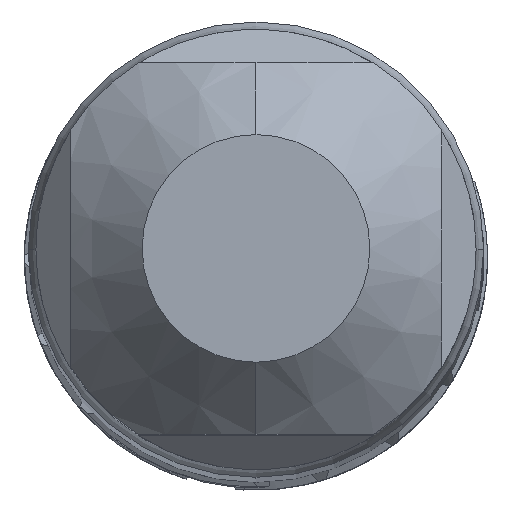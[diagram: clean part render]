
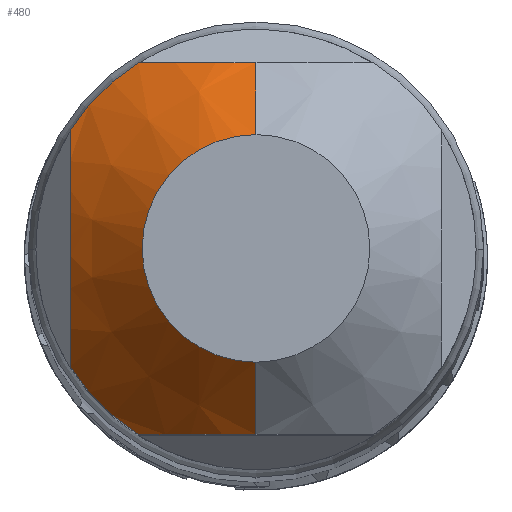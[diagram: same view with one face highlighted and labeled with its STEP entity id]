
A CAD part, top view. The second image highlights one B-rep face of the part: STEP entity #480.
In plain terms, the highlighted conical face has half-angle 45 degrees and reference radius 1000 mm.
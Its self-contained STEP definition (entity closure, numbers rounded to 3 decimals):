
#404=CONICAL_SURFACE('',#3445,1000.,45.);
#429=LINE('',#3763,#454);
#430=LINE('',#3765,#455);
#454=VECTOR('',#3544,1.);
#455=VECTOR('',#3545,1.);
#480=ADVANCED_FACE('',(#679),#404,.T.);
#679=FACE_OUTER_BOUND('',#867,.T.);
#867=EDGE_LOOP('',(#1056,#1057,#1058,#1059,#1060,#1061,#1062,#1063));
#1056=ORIENTED_EDGE('',*,*,#2522,.F.);
#1057=ORIENTED_EDGE('',*,*,#2521,.T.);
#1058=ORIENTED_EDGE('',*,*,#2523,.T.);
#1059=ORIENTED_EDGE('',*,*,#2524,.F.);
#1060=ORIENTED_EDGE('',*,*,#2525,.T.);
#1061=ORIENTED_EDGE('',*,*,#2526,.F.);
#1062=ORIENTED_EDGE('',*,*,#2527,.T.);
#1063=ORIENTED_EDGE('',*,*,#2528,.F.);
#2154=VERTEX_POINT('',#3759);
#2155=VERTEX_POINT('',#3760);
#2156=VERTEX_POINT('',#3764);
#2157=VERTEX_POINT('',#3766);
#2158=VERTEX_POINT('',#3773);
#2159=VERTEX_POINT('',#3775);
#2160=VERTEX_POINT('',#3786);
#2161=VERTEX_POINT('',#3788);
#2521=EDGE_CURVE('',#2155,#2154,#3071,.T.);
#2522=EDGE_CURVE('',#2155,#2156,#429,.T.);
#2523=EDGE_CURVE('',#2154,#2157,#430,.T.);
#2524=EDGE_CURVE('',#2158,#2157,#3108,.T.);
#2525=EDGE_CURVE('',#2158,#2159,#3072,.T.);
#2526=EDGE_CURVE('',#2160,#2159,#3109,.T.);
#2527=EDGE_CURVE('',#2160,#2161,#3073,.T.);
#2528=EDGE_CURVE('',#2156,#2161,#3110,.T.);
#3071=CIRCLE('',#3441,1.5);
#3072=CIRCLE('',#3443,2.9);
#3073=CIRCLE('',#3444,2.9);
#3108=B_SPLINE_CURVE_WITH_KNOTS('',3,(#3767,#3768,#3769,#3770,#3771,#3772),
 .UNSPECIFIED.,.F.,.F.,(4,2,4),(0.,0.5,1.),.UNSPECIFIED.);
#3109=B_SPLINE_CURVE_WITH_KNOTS('',3,(#3776,#3777,#3778,#3779,#3780,#3781,
#3782,#3783,#3784,#3785),.UNSPECIFIED.,.F.,.F.,(4,2,2,2,4),(0.,0.25,0.5,
0.75,1.),.UNSPECIFIED.);
#3110=B_SPLINE_CURVE_WITH_KNOTS('',3,(#3789,#3790,#3791,#3792,#3793,#3794),
 .UNSPECIFIED.,.F.,.F.,(4,2,4),(0.,0.5,1.),.UNSPECIFIED.);
#3441=AXIS2_PLACEMENT_3D('',#3761,#3540,#3541);
#3443=AXIS2_PLACEMENT_3D('',#3774,#3546,#3547);
#3444=AXIS2_PLACEMENT_3D('',#3787,#3548,#3549);
#3445=AXIS2_PLACEMENT_3D('',#3795,#3550,#3551);
#3540=DIRECTION('',(0.,0.,-1.));
#3541=DIRECTION('',(1.,0.,0.));
#3544=DIRECTION('',(0.,-0.707,-0.707));
#3545=DIRECTION('',(0.,0.707,-0.707));
#3546=DIRECTION('',(0.,0.,1.));
#3547=DIRECTION('',(0.,1.,0.));
#3548=DIRECTION('',(0.,0.,1.));
#3549=DIRECTION('',(0.,1.,0.));
#3550=DIRECTION('',(0.,0.,-1.));
#3551=DIRECTION('',(0.,1.,0.));
#3759=CARTESIAN_POINT('',(0.,1.5,0.));
#3760=CARTESIAN_POINT('',(0.,-1.5,0.));
#3761=CARTESIAN_POINT('',(0.,0.,0.));
#3763=CARTESIAN_POINT('',(0.,0.,1.5));
#3764=CARTESIAN_POINT('',(0.,-2.45,-0.95));
#3765=CARTESIAN_POINT('',(0.,0.,1.5));
#3766=CARTESIAN_POINT('',(0.,2.45,-0.95));
#3767=CARTESIAN_POINT('',(-1.552,2.45,-1.4));
#3768=CARTESIAN_POINT('',(-1.288,2.45,-1.259));
#3769=CARTESIAN_POINT('',(-1.077,2.45,-1.164));
#3770=CARTESIAN_POINT('',(-0.529,2.45,-0.993));
#3771=CARTESIAN_POINT('',(-0.261,2.45,-0.95));
#3772=CARTESIAN_POINT('',(0.,2.45,-0.95));
#3773=CARTESIAN_POINT('',(-1.552,2.45,-1.4));
#3774=CARTESIAN_POINT('',(0.,0.,-1.4));
#3775=CARTESIAN_POINT('',(-2.45,1.552,-1.4));
#3776=CARTESIAN_POINT('',(-2.45,-1.552,-1.4));
#3777=CARTESIAN_POINT('',(-2.45,-1.287,-1.258));
#3778=CARTESIAN_POINT('',(-2.45,-1.076,-1.163));
#3779=CARTESIAN_POINT('',(-2.45,-0.526,-0.992));
#3780=CARTESIAN_POINT('',(-2.45,-0.256,-0.95));
#3781=CARTESIAN_POINT('',(-2.45,0.263,-0.95));
#3782=CARTESIAN_POINT('',(-2.45,0.57,-1.006));
#3783=CARTESIAN_POINT('',(-2.45,1.039,-1.152));
#3784=CARTESIAN_POINT('',(-2.45,1.288,-1.259));
#3785=CARTESIAN_POINT('',(-2.45,1.552,-1.4));
#3786=CARTESIAN_POINT('',(-2.45,-1.552,-1.4));
#3787=CARTESIAN_POINT('',(0.,0.,-1.4));
#3788=CARTESIAN_POINT('',(-1.552,-2.45,-1.4));
#3789=CARTESIAN_POINT('',(0.,-2.45,-0.95));
#3790=CARTESIAN_POINT('',(-0.261,-2.45,-0.95));
#3791=CARTESIAN_POINT('',(-0.568,-2.45,-1.005));
#3792=CARTESIAN_POINT('',(-1.038,-2.45,-1.151));
#3793=CARTESIAN_POINT('',(-1.287,-2.45,-1.259));
#3794=CARTESIAN_POINT('',(-1.552,-2.45,-1.4));
#3795=CARTESIAN_POINT('',(0.,0.,-998.5));
